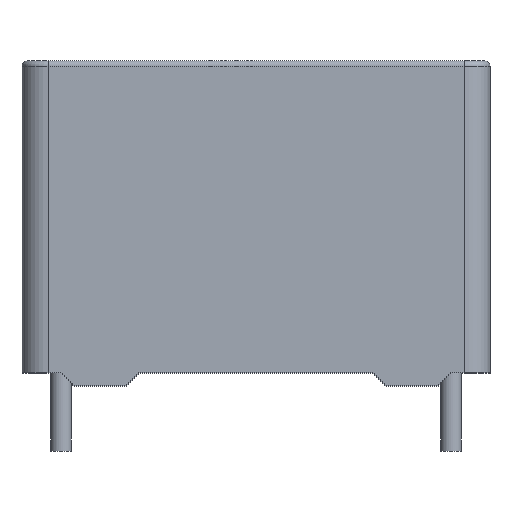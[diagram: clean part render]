
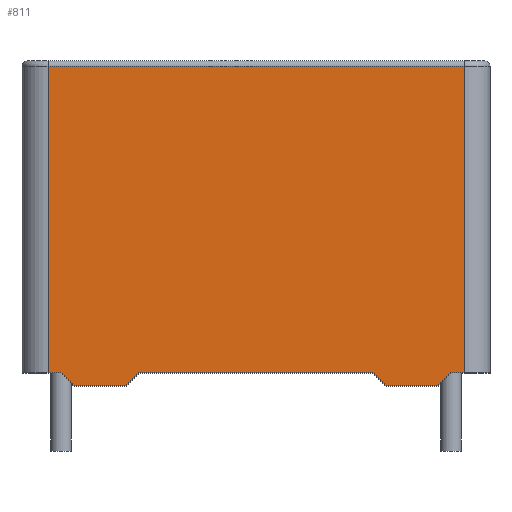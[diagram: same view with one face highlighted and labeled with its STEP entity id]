
A CAD part, top view. The second image highlights one B-rep face of the part: STEP entity #811.
In plain terms, the highlighted planar face has unit normal (0, 0, 1).
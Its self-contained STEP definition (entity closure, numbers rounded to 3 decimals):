
#24=PLANE('',#896);
#54=LINE('',#1232,#136);
#64=LINE('',#1274,#146);
#65=LINE('',#1278,#147);
#66=LINE('',#1280,#148);
#67=LINE('',#1282,#149);
#68=LINE('',#1284,#150);
#69=LINE('',#1286,#151);
#70=LINE('',#1288,#152);
#71=LINE('',#1290,#153);
#72=LINE('',#1292,#154);
#73=LINE('',#1294,#155);
#74=LINE('',#1295,#156);
#136=VECTOR('',#974,10.);
#146=VECTOR('',#1022,10.);
#147=VECTOR('',#1027,10.);
#148=VECTOR('',#1028,10.);
#149=VECTOR('',#1029,10.);
#150=VECTOR('',#1030,10.);
#151=VECTOR('',#1031,10.);
#152=VECTOR('',#1032,10.);
#153=VECTOR('',#1033,10.);
#154=VECTOR('',#1034,10.);
#155=VECTOR('',#1035,10.);
#156=VECTOR('',#1036,10.);
#241=FACE_OUTER_BOUND('',#293,.T.);
#293=EDGE_LOOP('',(#601,#602,#603,#604,#605,#606,#607,#608,#609,#610,#611,
#612));
#373=VERTEX_POINT('',#1222);
#375=VERTEX_POINT('',#1228);
#389=VERTEX_POINT('',#1273);
#390=VERTEX_POINT('',#1277);
#391=VERTEX_POINT('',#1279);
#392=VERTEX_POINT('',#1281);
#393=VERTEX_POINT('',#1283);
#394=VERTEX_POINT('',#1285);
#395=VERTEX_POINT('',#1287);
#396=VERTEX_POINT('',#1289);
#397=VERTEX_POINT('',#1291);
#398=VERTEX_POINT('',#1293);
#449=EDGE_CURVE('',#373,#375,#54,.T.);
#470=EDGE_CURVE('',#389,#375,#64,.T.);
#472=EDGE_CURVE('',#390,#373,#65,.T.);
#473=EDGE_CURVE('',#390,#391,#66,.T.);
#474=EDGE_CURVE('',#392,#391,#67,.T.);
#475=EDGE_CURVE('',#393,#392,#68,.T.);
#476=EDGE_CURVE('',#394,#393,#69,.T.);
#477=EDGE_CURVE('',#394,#395,#70,.T.);
#478=EDGE_CURVE('',#396,#395,#71,.T.);
#479=EDGE_CURVE('',#397,#396,#72,.T.);
#480=EDGE_CURVE('',#398,#397,#73,.T.);
#481=EDGE_CURVE('',#398,#389,#74,.T.);
#601=ORIENTED_EDGE('',*,*,#449,.F.);
#602=ORIENTED_EDGE('',*,*,#472,.F.);
#603=ORIENTED_EDGE('',*,*,#473,.T.);
#604=ORIENTED_EDGE('',*,*,#474,.F.);
#605=ORIENTED_EDGE('',*,*,#475,.F.);
#606=ORIENTED_EDGE('',*,*,#476,.F.);
#607=ORIENTED_EDGE('',*,*,#477,.T.);
#608=ORIENTED_EDGE('',*,*,#478,.F.);
#609=ORIENTED_EDGE('',*,*,#479,.F.);
#610=ORIENTED_EDGE('',*,*,#480,.F.);
#611=ORIENTED_EDGE('',*,*,#481,.T.);
#612=ORIENTED_EDGE('',*,*,#470,.T.);
#811=ADVANCED_FACE('',(#241),#24,.T.);
#896=AXIS2_PLACEMENT_3D('',#1276,#1025,#1026);
#974=DIRECTION('',(1.,0.,0.));
#1022=DIRECTION('',(0.,1.,0.));
#1025=DIRECTION('center_axis',(0.,0.,1.));
#1026=DIRECTION('ref_axis',(1.,0.,0.));
#1027=DIRECTION('',(0.,1.,0.));
#1028=DIRECTION('',(1.,0.,0.));
#1029=DIRECTION('',(-0.707,0.707,0.));
#1030=DIRECTION('',(-1.,0.,0.));
#1031=DIRECTION('',(-0.707,-0.707,0.));
#1032=DIRECTION('',(1.,0.,0.));
#1033=DIRECTION('',(-0.707,0.707,0.));
#1034=DIRECTION('',(-1.,0.,0.));
#1035=DIRECTION('',(-0.707,-0.707,0.));
#1036=DIRECTION('',(1.,0.,0.));
#1222=CARTESIAN_POINT('',(-8.,11.8,4.));
#1228=CARTESIAN_POINT('',(8.,11.8,4.));
#1232=CARTESIAN_POINT('',(-4.,11.8,4.));
#1273=CARTESIAN_POINT('',(8.,0.,4.));
#1274=CARTESIAN_POINT('',(8.,0.,4.));
#1276=CARTESIAN_POINT('Origin',(-8.,0.,4.));
#1277=CARTESIAN_POINT('',(-8.,0.,4.));
#1278=CARTESIAN_POINT('',(-8.,0.,4.));
#1279=CARTESIAN_POINT('',(-7.5,0.,4.));
#1280=CARTESIAN_POINT('',(-8.,0.,4.));
#1281=CARTESIAN_POINT('',(-7.,-0.5,4.));
#1282=CARTESIAN_POINT('',(-7.5,0.,4.));
#1283=CARTESIAN_POINT('',(-5.,-0.5,4.));
#1284=CARTESIAN_POINT('',(-7.5,-0.5,4.));
#1285=CARTESIAN_POINT('',(-4.5,0.,4.));
#1286=CARTESIAN_POINT('',(-5.5,-1.,4.));
#1287=CARTESIAN_POINT('',(4.5,0.,4.));
#1288=CARTESIAN_POINT('',(-8.,0.,4.));
#1289=CARTESIAN_POINT('',(5.,-0.5,4.));
#1290=CARTESIAN_POINT('',(1.5,3.,4.));
#1291=CARTESIAN_POINT('',(7.,-0.5,4.));
#1292=CARTESIAN_POINT('',(4.5,-0.5,4.));
#1293=CARTESIAN_POINT('',(7.5,0.,4.));
#1294=CARTESIAN_POINT('',(3.5,-4.,4.));
#1295=CARTESIAN_POINT('',(-8.,0.,4.));
